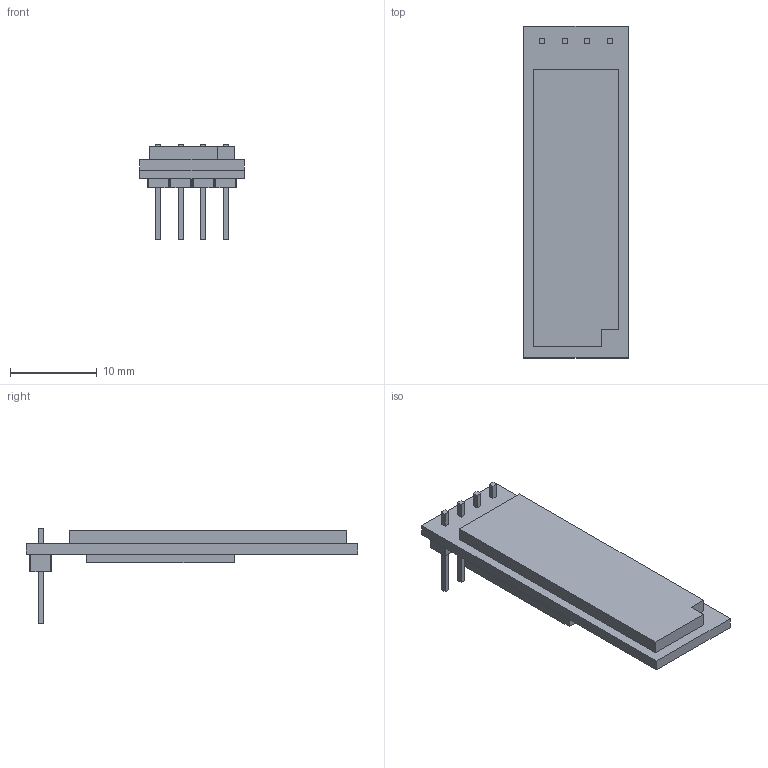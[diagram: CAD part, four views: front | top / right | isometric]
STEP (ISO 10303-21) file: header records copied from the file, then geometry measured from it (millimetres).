
FILE_DESCRIPTION(/* description */ (''),/* implementation_level */ '2;1');
FILE_NAME(/* name */ '0.91 inch 128x32 OLED Display.step',/* time_stamp */ '2025-11-18T12:56:45-05:00',/* author */ (''),/* organization */ (''),/* preprocessor_version */ 'ST-DEVELOPER v20.1',/* originating_system */ 'Autodesk Translation Framework v14.21.0.0',/* authorisation */ '');
FILE_SCHEMA (('AUTOMOTIVE_DESIGN { 1 0 10303 214 3 1 1 }'));
Length unit declared in the file: millimetre
Products named in the file (5): 0.91" 128x32 OLED Display; Bottom Base; Solder Tips; Screen; Space Taken by Resistors & Other Things
Assembly tree (4 placements, depth 2):
  0.91" 128x32 OLED Display
    Bottom Base
    Solder Tips
    Screen
    Space Taken by Resistors & Other Things
Bounding box: 12 x 38.28 x 11 mm (x, y, z)
Volume: 1305.8 mm3; surface area: 2520.5 mm2
Topology: 11 solids, 11 shells, 116 faces, 282 edges, 188 vertices
Faces by surface type: plane 100, cylinder 16
Entity records: 3571 total; most frequent: CARTESIAN_POINT 596, DIRECTION 566, ORIENTED_EDGE 564, EDGE_CURVE 282, LINE 250, VECTOR 250, VERTEX_POINT 188, AXIS2_PLACEMENT_3D 158
